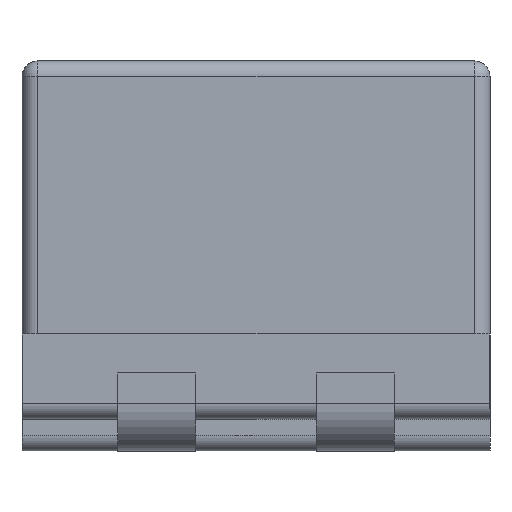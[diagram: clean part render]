
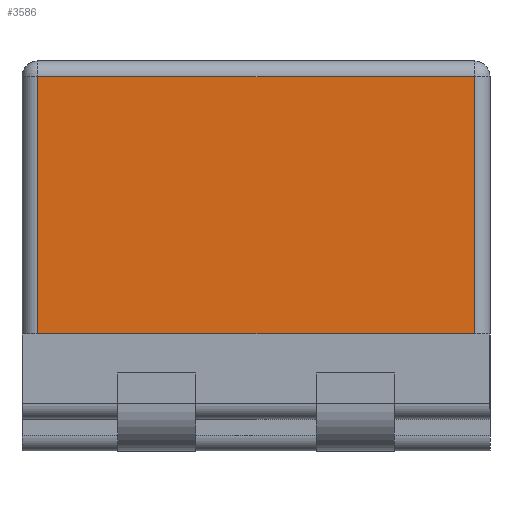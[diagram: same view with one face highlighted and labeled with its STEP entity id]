
A CAD part, left-side view. The second image highlights one B-rep face of the part: STEP entity #3586.
In plain terms, the highlighted planar face has unit normal (-1, 0, 0).
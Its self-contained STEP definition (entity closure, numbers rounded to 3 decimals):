
#600=ORIENTED_EDGE('',*,*,#1528,.F.);
#601=ORIENTED_EDGE('',*,*,#1525,.F.);
#602=ORIENTED_EDGE('',*,*,#1544,.F.);
#603=ORIENTED_EDGE('',*,*,#1519,.T.);
#1519=EDGE_CURVE('',#2018,#2019,#2395,.T.);
#1525=EDGE_CURVE('',#2024,#2025,#2398,.T.);
#1528=EDGE_CURVE('',#2025,#2019,#2400,.T.);
#1544=EDGE_CURVE('',#2018,#2024,#2414,.T.);
#2018=VERTEX_POINT('',#6247);
#2019=VERTEX_POINT('',#6248);
#2024=VERTEX_POINT('',#6259);
#2025=VERTEX_POINT('',#6261);
#2395=LINE('',#6246,#2700);
#2398=LINE('',#6260,#2703);
#2400=LINE('',#6266,#2705);
#2414=LINE('',#6296,#2719);
#2700=VECTOR('',#5408,1000.);
#2703=VECTOR('',#5419,1000.);
#2705=VECTOR('',#5425,1000.);
#2719=VECTOR('',#5457,1000.);
#2960=EDGE_LOOP('',(#600,#601,#602,#603));
#3196=FACE_BOUND('',#2960,.T.);
#3408=PLANE('',#4984);
#3586=ADVANCED_FACE('',(#3196),#3408,.F.);
#4984=AXIS2_PLACEMENT_3D('',#6295,#5455,#5456);
#5408=DIRECTION('',(0.,0.,-1.));
#5419=DIRECTION('',(0.,0.,-1.));
#5425=DIRECTION('',(0.,1.,0.));
#5455=DIRECTION('',(1.,0.,0.));
#5456=DIRECTION('',(0.,0.,-1.));
#5457=DIRECTION('',(0.,-1.,0.));
#6246=CARTESIAN_POINT('',(-4.6,2.8,2.8));
#6247=CARTESIAN_POINT('',(-4.6,2.8,4.8));
#6248=CARTESIAN_POINT('',(-4.6,2.8,1.5));
#6259=CARTESIAN_POINT('',(-4.6,-2.8,4.8));
#6260=CARTESIAN_POINT('',(-4.6,-2.8,2.8));
#6261=CARTESIAN_POINT('',(-4.6,-2.8,1.5));
#6266=CARTESIAN_POINT('',(-4.6,-3.,1.5));
#6295=CARTESIAN_POINT('',(-4.6,3.,2.8));
#6296=CARTESIAN_POINT('',(-4.6,3.,4.8));
